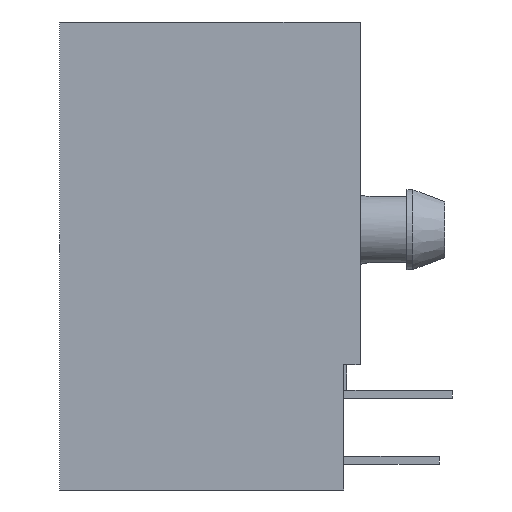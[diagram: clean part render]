
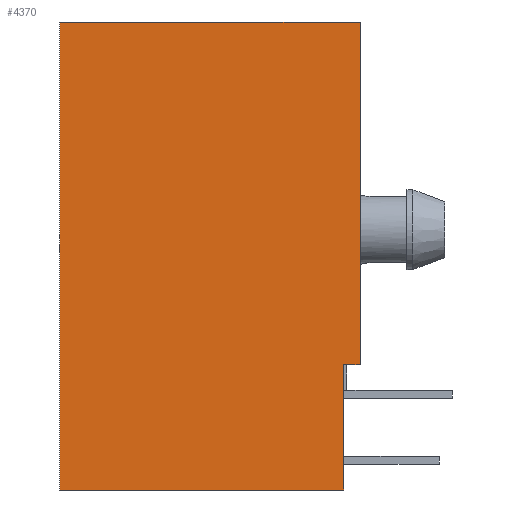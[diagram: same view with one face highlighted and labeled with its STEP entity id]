
A CAD part, left-side view. The second image highlights one B-rep face of the part: STEP entity #4370.
In plain terms, the highlighted planar face has unit normal (-1, 0, 0).
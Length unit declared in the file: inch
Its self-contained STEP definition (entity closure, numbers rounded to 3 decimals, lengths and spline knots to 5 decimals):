
#109=DIRECTION('',(0.,-1.,0.));
#110=VECTOR('',#109,0.431);
#111=CARTESIAN_POINT('',(-0.26,0.456,0.));
#112=LINE('',#111,#110);
#857=DIRECTION('',(0.,0.,1.));
#858=VECTOR('',#857,0.52);
#859=CARTESIAN_POINT('',(-0.26,0.,0.19));
#860=LINE('',#859,#858);
#941=DIRECTION('',(0.,0.,1.));
#942=VECTOR('',#941,0.19);
#943=CARTESIAN_POINT('',(-0.26,0.025,0.));
#944=LINE('',#943,#942);
#945=DIRECTION('',(0.,0.,1.));
#946=VECTOR('',#945,0.71);
#947=CARTESIAN_POINT('',(-0.26,0.456,0.));
#948=LINE('',#947,#946);
#949=DIRECTION('',(0.,1.,0.));
#950=VECTOR('',#949,0.025);
#951=CARTESIAN_POINT('',(-0.26,0.,0.19));
#952=LINE('',#951,#950);
#1049=DIRECTION('',(0.,-1.,0.));
#1050=VECTOR('',#1049,0.456);
#1051=CARTESIAN_POINT('',(-0.26,0.456,0.71));
#1052=LINE('',#1051,#1050);
#2518=CARTESIAN_POINT('',(-0.26,0.456,0.));
#2520=VERTEX_POINT('',#2518);
#2525=CARTESIAN_POINT('',(-0.26,0.456,0.71));
#2526=VERTEX_POINT('',#2525);
#2527=CARTESIAN_POINT('',(-0.26,0.,0.71));
#2528=VERTEX_POINT('',#2527);
#2687=CARTESIAN_POINT('',(-0.26,0.025,0.));
#2688=CARTESIAN_POINT('',(-0.26,0.025,0.19));
#2689=VERTEX_POINT('',#2687);
#2690=VERTEX_POINT('',#2688);
#2691=CARTESIAN_POINT('',(-0.26,0.,0.19));
#2692=VERTEX_POINT('',#2691);
#4355=CARTESIAN_POINT('',(-0.26,0.456,0.));
#4356=DIRECTION('',(-1.,0.,0.));
#4357=DIRECTION('',(0.,-1.,0.));
#4358=AXIS2_PLACEMENT_3D('',#4355,#4356,#4357);
#4359=PLANE('',#4358);
#4360=ORIENTED_EDGE('',*,*,#4231,.F.);
#4361=ORIENTED_EDGE('',*,*,#3364,.F.);
#4363=ORIENTED_EDGE('',*,*,#4362,.T.);
#4365=ORIENTED_EDGE('',*,*,#4364,.T.);
#4366=ORIENTED_EDGE('',*,*,#4274,.F.);
#4367=ORIENTED_EDGE('',*,*,#4149,.T.);
#4368=EDGE_LOOP('',(#4360,#4361,#4363,#4365,#4366,#4367));
#4369=FACE_OUTER_BOUND('',#4368,.F.);
#4370=ADVANCED_FACE('',(#4369),#4359,.T.);
#3364=EDGE_CURVE('',#2520,#2689,#112,.T.);
#4149=EDGE_CURVE('',#2692,#2690,#952,.T.);
#4231=EDGE_CURVE('',#2689,#2690,#944,.T.);
#4274=EDGE_CURVE('',#2692,#2528,#860,.T.);
#4362=EDGE_CURVE('',#2520,#2526,#948,.T.);
#4364=EDGE_CURVE('',#2526,#2528,#1052,.T.);
